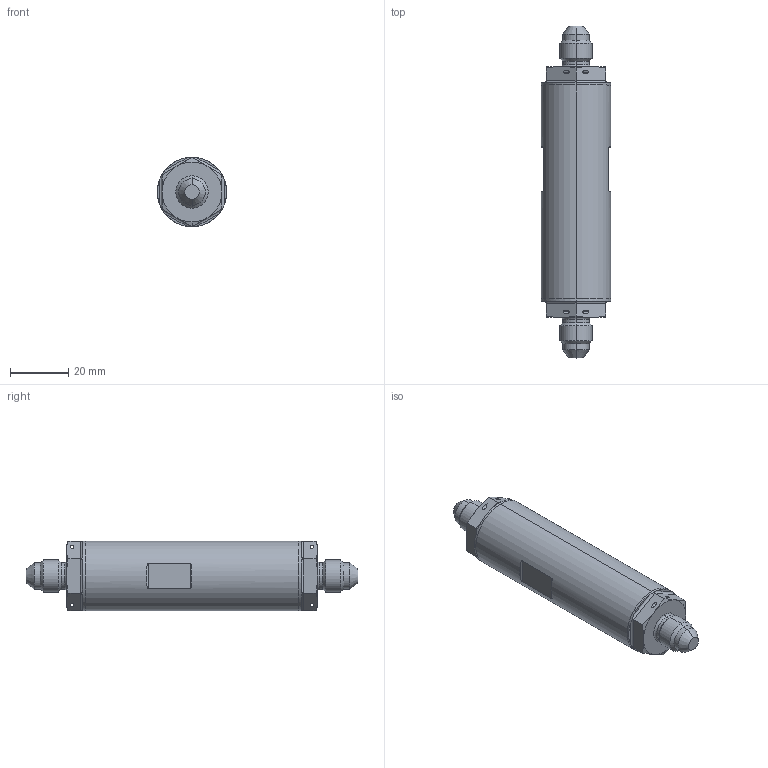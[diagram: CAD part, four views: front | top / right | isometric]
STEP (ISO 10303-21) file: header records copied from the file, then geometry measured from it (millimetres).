
FILE_DESCRIPTION (( 'STEP AP203' ), '1' );
FILE_NAME ('07016000 A (SIMPLE).STEP', '2015-01-22T21:21:32', ( '' ), ( '' ), 'SwSTEP 2.0', 'SolidWorks 2014', '' );
FILE_SCHEMA (( 'CONFIG_CONTROL_DESIGN' ));
Length unit declared in the file: inch
Products named in the file (4): 07016101 A (SIMPLE); 07016100 A (SIMPLE); 07016201 A (SIMPLE); 07016000 A (SIMPLE)
Assembly tree (3 placements, depth 2):
  07016000 A (SIMPLE)
    07016100 A (SIMPLE)
    07016201 A (SIMPLE)
    07016101 A (SIMPLE)
Bounding box: 23.88 x 114.3 x 23.88 mm (x, y, z)
Volume: 46526.1 mm3; surface area: 11630.6 mm2
Topology: 3 solids, 3 shells, 145 faces, 322 edges, 189 vertices
Faces by surface type: cylinder 54, plane 46, cone 37, torus 8
Entity records: 4705 total; most frequent: CARTESIAN_POINT 1210, ORIENTED_EDGE 644, DIRECTION 643, EDGE_CURVE 322, AXIS2_PLACEMENT_3D 262, VERTEX_POINT 189, EDGE_LOOP 159, ADVANCED_FACE 145
